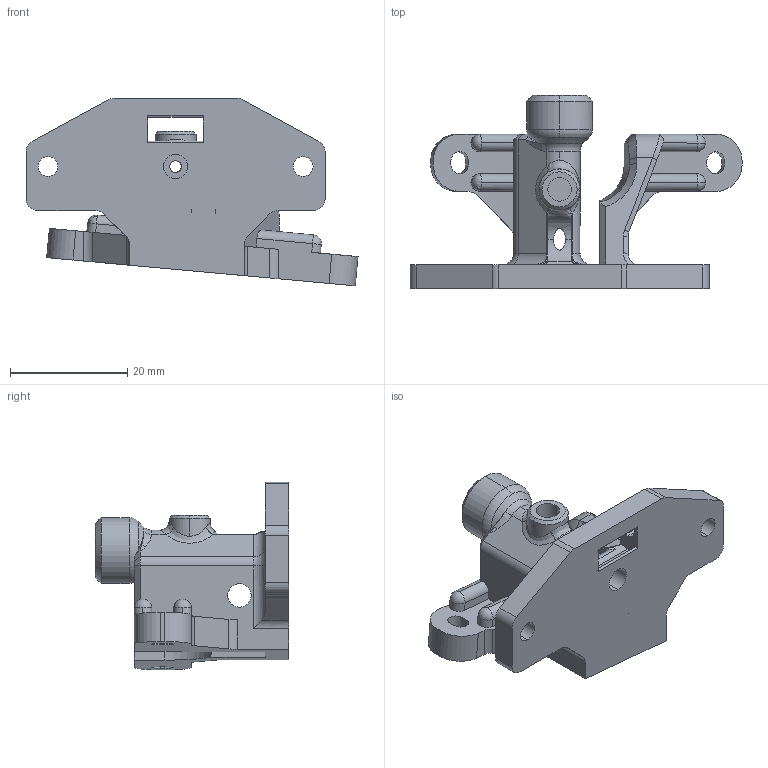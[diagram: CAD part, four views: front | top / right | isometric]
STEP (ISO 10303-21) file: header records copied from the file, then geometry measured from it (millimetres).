
FILE_DESCRIPTION (( 'STEP AP203' ), '1' );
FILE_NAME ('Lowboi Mk4 Body - Sherpa Mini Mounting - 2 start.STEP', '2024-07-24T08:15:40', ( '' ), ( '' ), 'SwSTEP 2.0', 'SolidWorks 2022', '' );
FILE_SCHEMA (( 'CONFIG_CONTROL_DESIGN' ));
Length unit declared in the file: millimetre
Products named in the file (1): Lowboi Mk4 Body - Sherpa Mini Mounting - 2 start
Bounding box: 56.61 x 32.92 x 31.98 mm (x, y, z)
Volume: 9509.1 mm3; surface area: 6981.4 mm2
Topology: 1 solids, 1 shells, 256 faces, 701 edges, 435 vertices
Faces by surface type: cylinder 103, plane 78, bspline 41, torus 15, cone 12, sphere 7
Entity records: 9592 total; most frequent: CARTESIAN_POINT 3399, ORIENTED_EDGE 1380, DIRECTION 1180, EDGE_CURVE 690, AXIS2_PLACEMENT_3D 441, VERTEX_POINT 435, VECTOR 298, LINE 298
